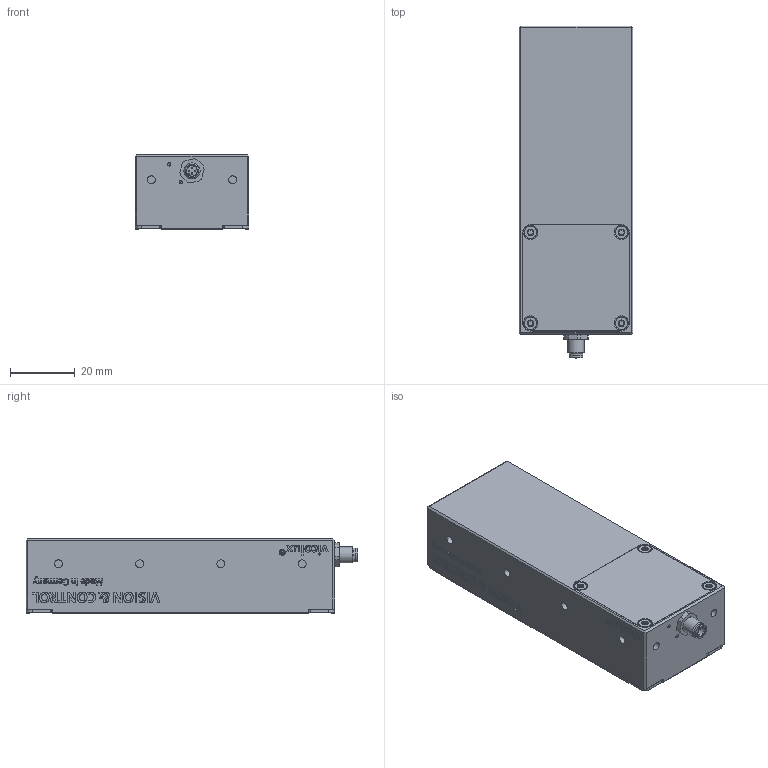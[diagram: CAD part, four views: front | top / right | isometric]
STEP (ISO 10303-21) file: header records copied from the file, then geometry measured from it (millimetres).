
FILE_DESCRIPTION(/* description */ (' '),/* implementation_level */ '2;1');
FILE_NAME(/* name */ 'vicolux_XL30x90.stp',/* time_stamp */ '2016-06-21T12:01:32+02:00',/* author */ ('REGENSPURG'),/* organization */ ('Vision & Control'),/* preprocessor_version */ 'ST-DEVELOPER v16.1',/* originating_system */ 'Autodesk Inventor 2016',/* authorisation */ '');
FILE_SCHEMA (('AUTOMOTIVE_DESIGN { 1 0 10303 214 3 1 1 }'));
Length unit declared in the file: millimetre
Products named in the file (1): vicolux_XL30x90
Bounding box: 35 x 102.2 x 23 mm (x, y, z)
Volume: 75202.2 mm3; surface area: 14060.7 mm2
Topology: 1 solids, 1 shells, 792 faces, 2051 edges, 1349 vertices
Faces by surface type: plane 442, bspline 177, cylinder 141, cone 24, torus 8
Full cylindrical faces by diameter (mm): 0.5 x4, 1.4 x4, 2 x4, 2.459 x12, 3.8 x4, 4.25 x2, 5 x1
Entity records: 28739 total; most frequent: CARTESIAN_POINT 9951, ORIENTED_EDGE 3928, DIRECTION 3136, EDGE_CURVE 1964, VERTEX_POINT 1317, LINE 1180, VECTOR 1180, AXIS2_PLACEMENT_3D 978
